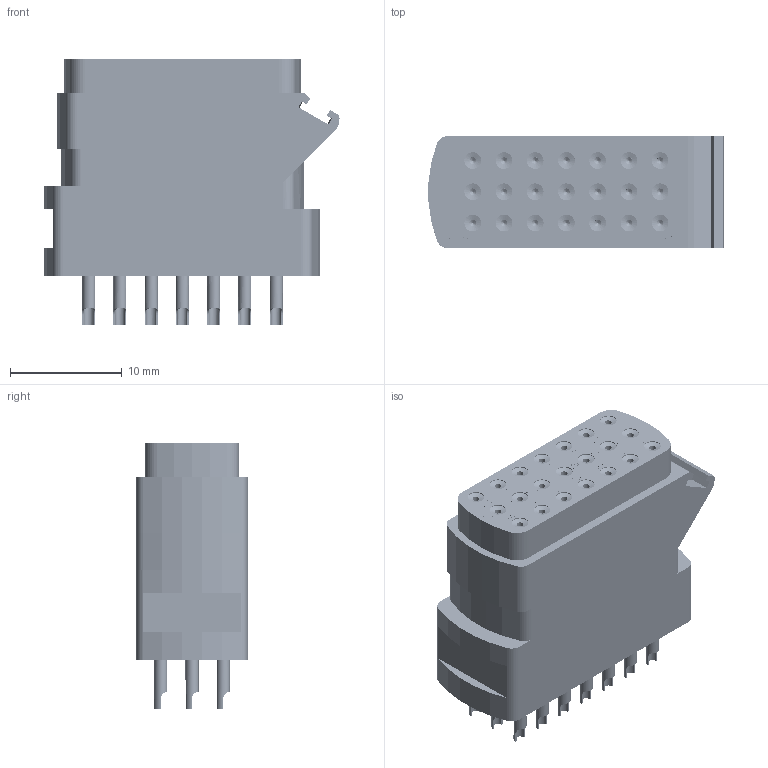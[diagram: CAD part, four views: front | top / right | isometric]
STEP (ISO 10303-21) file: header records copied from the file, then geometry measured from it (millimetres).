
FILE_DESCRIPTION((''),'2;1');
FILE_NAME('00111515002','2020-02-11T',('presta_be4'),(''),'CREO PARAMETRIC BY PTC INC, 2018360','CREO PARAMETRIC BY PTC INC, 2018360','');
FILE_SCHEMA(('CONFIG_CONTROL_DESIGN'));
Products named in the file (1): 00111515002
Bounding box: 26.45 x 10 x 23.82 mm (x, y, z)
Volume: 3621.3 mm3; surface area: 7150.3 mm2
Topology: 1 solids, 1 shells, 6620 faces, 18886 edges, 12366 vertices
Faces by surface type: plane 5043, cylinder 905, cone 546, sphere 84, torus 42
Entity records: 237262 total; most frequent: CARTESIAN_POINT 67061, ORIENTED_EDGE 37604, DIRECTION 33472, EDGE_CURVE 18802, VERTEX_POINT 12366, AXIS2_PLACEMENT_3D 11623, VECTOR 10226, LINE 10226
